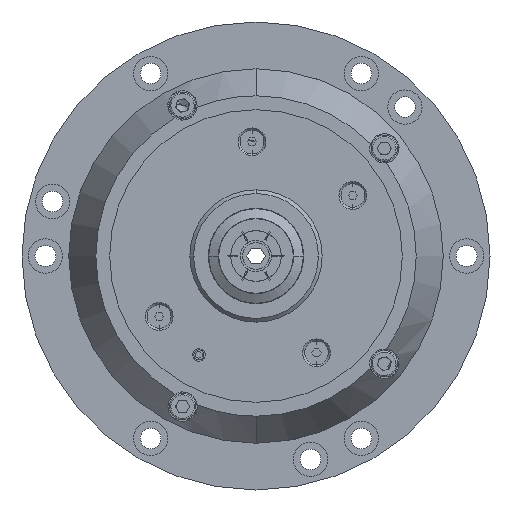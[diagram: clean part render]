
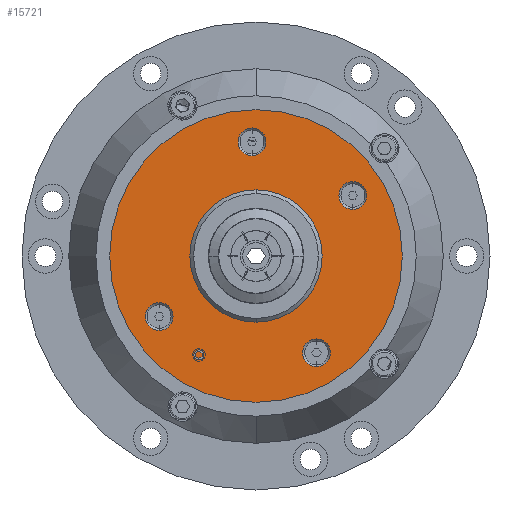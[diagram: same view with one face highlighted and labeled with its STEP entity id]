
A CAD part, left-side view. The second image highlights one B-rep face of the part: STEP entity #15721.
In plain terms, the highlighted planar face has unit normal (-1, 0, 0).
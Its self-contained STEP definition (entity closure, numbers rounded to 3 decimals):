
#15685 = EDGE_CURVE ( 'NONE', #15704, #15686, #27626, .T. ) ;
#15686 = VERTEX_POINT ( 'NONE', #27621 ) ;
#15704 = VERTEX_POINT ( 'NONE', #27870 ) ;
#15721 = ADVANCED_FACE ( 'NONE', ( #27902, #27901, #27869, #27868, #27867, #27866 ), #27865, .T. ) ;
#15722 = ORIENTED_EDGE ( 'NONE', *, *, #15932, .F. ) ;
#15723 = ORIENTED_EDGE ( 'NONE', *, *, #15912, .F. ) ;
#15724 = EDGE_LOOP ( 'NONE', ( #15742, #15878 ) ) ;
#15736 = EDGE_CURVE ( 'NONE', #15686, #15704, #27993, .T. ) ;
#15742 = ORIENTED_EDGE ( 'NONE', *, *, #15736, .F. ) ;
#15782 = VERTEX_POINT ( 'NONE', #28063 ) ;
#15793 = EDGE_CURVE ( 'NONE', #15794, #15795, #28037, .T. ) ;
#15794 = VERTEX_POINT ( 'NONE', #28033 ) ;
#15795 = VERTEX_POINT ( 'NONE', #28032 ) ;
#15800 = VERTEX_POINT ( 'NONE', #28026 ) ;
#15802 = EDGE_CURVE ( 'NONE', #15800, #15803, #28025, .T. ) ;
#15803 = VERTEX_POINT ( 'NONE', #28020 ) ;
#15813 = EDGE_CURVE ( 'NONE', #15795, #15794, #27970, .T. ) ;
#15819 = EDGE_CURVE ( 'NONE', #15820, #15782, #27959, .T. ) ;
#15820 = VERTEX_POINT ( 'NONE', #27951 ) ;
#15833 = EDGE_CURVE ( 'NONE', #15895, #15892, #28124, .T. ) ;
#15837 = EDGE_CURVE ( 'NONE', #15803, #15800, #28128, .T. ) ;
#15840 = EDGE_LOOP ( 'NONE', ( #15841, #15842 ) ) ;
#15841 = ORIENTED_EDGE ( 'NONE', *, *, #15793, .F. ) ;
#15842 = ORIENTED_EDGE ( 'NONE', *, *, #15813, .F. ) ;
#15852 = ORIENTED_EDGE ( 'NONE', *, *, #15837, .F. ) ;
#15853 = ORIENTED_EDGE ( 'NONE', *, *, #15802, .F. ) ;
#15854 = EDGE_LOOP ( 'NONE', ( #15855, #15857 ) ) ;
#15855 = ORIENTED_EDGE ( 'NONE', *, *, #15856, .T. ) ;
#15856 = EDGE_CURVE ( 'NONE', #15782, #15820, #28185, .T. ) ;
#15857 = ORIENTED_EDGE ( 'NONE', *, *, #15819, .T. ) ;
#15878 = ORIENTED_EDGE ( 'NONE', *, *, #15685, .F. ) ;
#15879 = EDGE_LOOP ( 'NONE', ( #15880, #15881 ) ) ;
#15880 = ORIENTED_EDGE ( 'NONE', *, *, #15833, .F. ) ;
#15881 = ORIENTED_EDGE ( 'NONE', *, *, #15894, .F. ) ;
#15882 = EDGE_LOOP ( 'NONE', ( #15852, #15853 ) ) ;
#15892 = VERTEX_POINT ( 'NONE', #28105 ) ;
#15894 = EDGE_CURVE ( 'NONE', #15892, #15895, #28104, .T. ) ;
#15895 = VERTEX_POINT ( 'NONE', #28201 ) ;
#15910 = VERTEX_POINT ( 'NONE', #28145 ) ;
#15912 = EDGE_CURVE ( 'NONE', #15910, #15913, #28144, .T. ) ;
#15913 = VERTEX_POINT ( 'NONE', #28139 ) ;
#15932 = EDGE_CURVE ( 'NONE', #15913, #15910, #28234, .T. ) ;
#15933 = EDGE_LOOP ( 'NONE', ( #15722, #15723 ) ) ;
#27621 = CARTESIAN_POINT ( 'NONE',  ( 4., -19.395, -26.589 ) ) ;
#27622 = DIRECTION ( 'NONE',  ( 0., 0., 1. ) ) ;
#27623 = DIRECTION ( 'NONE',  ( -1., 0., 0. ) ) ;
#27624 = CARTESIAN_POINT ( 'NONE',  ( 4., -19.395, -31.039 ) ) ;
#27625 = AXIS2_PLACEMENT_3D ( 'NONE', #27624, #27623, #27622 ) ;
#27626 = CIRCLE ( 'NONE', #27625, 4.45 ) ;
#27849 = DIRECTION ( 'NONE',  ( 0., 0., 1. ) ) ;
#27850 = DIRECTION ( 'NONE',  ( -1., 0., 0. ) ) ;
#27851 = CARTESIAN_POINT ( 'NONE',  ( 4., 46.9, 0. ) ) ;
#27864 = AXIS2_PLACEMENT_3D ( 'NONE', #27851, #27850, #27849 ) ;
#27865 = PLANE ( 'NONE',  #27864 ) ;
#27866 = FACE_OUTER_BOUND ( 'NONE', #15840, .T. ) ;
#27867 = FACE_BOUND ( 'NONE', #15854, .T. ) ;
#27868 = FACE_BOUND ( 'NONE', #15882, .T. ) ;
#27869 = FACE_BOUND ( 'NONE', #15879, .T. ) ;
#27870 = CARTESIAN_POINT ( 'NONE',  ( 4., -19.395, -35.489 ) ) ;
#27872 = CARTESIAN_POINT ( 'NONE',  ( 4., 0., 0. ) ) ;
#27901 = FACE_BOUND ( 'NONE', #15724, .T. ) ;
#27902 = FACE_BOUND ( 'NONE', #15933, .T. ) ;
#27951 = CARTESIAN_POINT ( 'NONE',  ( 4., 0., 21.2 ) ) ;
#27952 = DIRECTION ( 'NONE',  ( 0., 0., -1. ) ) ;
#27953 = DIRECTION ( 'NONE',  ( 1., 0., 0. ) ) ;
#27954 = CARTESIAN_POINT ( 'NONE',  ( 4., 0., 0. ) ) ;
#27955 = AXIS2_PLACEMENT_3D ( 'NONE', #27954, #27953, #27952 ) ;
#27959 = CIRCLE ( 'NONE', #27955, 21.2 ) ;
#27963 = DIRECTION ( 'NONE',  ( 0., 0., -1. ) ) ;
#27964 = DIRECTION ( 'NONE',  ( 1., 0., 0. ) ) ;
#27965 = CARTESIAN_POINT ( 'NONE',  ( 4., 0., 0. ) ) ;
#27966 = AXIS2_PLACEMENT_3D ( 'NONE', #27965, #27964, #27963 ) ;
#27970 = CIRCLE ( 'NONE', #27966, 46.9 ) ;
#27989 = DIRECTION ( 'NONE',  ( 0., 0., 1. ) ) ;
#27990 = DIRECTION ( 'NONE',  ( -1., 0., 0. ) ) ;
#27991 = CARTESIAN_POINT ( 'NONE',  ( 4., -19.395, -31.039 ) ) ;
#27992 = AXIS2_PLACEMENT_3D ( 'NONE', #27991, #27990, #27989 ) ;
#27993 = CIRCLE ( 'NONE', #27992, 4.45 ) ;
#28020 = CARTESIAN_POINT ( 'NONE',  ( 4., 1.277, 41.028 ) ) ;
#28021 = DIRECTION ( 'NONE',  ( 0., 0., 1. ) ) ;
#28022 = DIRECTION ( 'NONE',  ( -1., 0., 0. ) ) ;
#28023 = CARTESIAN_POINT ( 'NONE',  ( 4., 1.277, 36.578 ) ) ;
#28024 = AXIS2_PLACEMENT_3D ( 'NONE', #28023, #28022, #28021 ) ;
#28025 = CIRCLE ( 'NONE', #28024, 4.45 ) ;
#28026 = CARTESIAN_POINT ( 'NONE',  ( 4., 1.277, 32.128 ) ) ;
#28032 = CARTESIAN_POINT ( 'NONE',  ( 4., 0., 46.9 ) ) ;
#28033 = CARTESIAN_POINT ( 'NONE',  ( 4., 0., -46.9 ) ) ;
#28034 = DIRECTION ( 'NONE',  ( 0., 0., -1. ) ) ;
#28035 = DIRECTION ( 'NONE',  ( 1., 0., 0. ) ) ;
#28036 = AXIS2_PLACEMENT_3D ( 'NONE', #27872, #28035, #28034 ) ;
#28037 = CIRCLE ( 'NONE', #28036, 46.9 ) ;
#28063 = CARTESIAN_POINT ( 'NONE',  ( 4., 0., -21.2 ) ) ;
#28101 = DIRECTION ( 'NONE',  ( -1., 0., 0. ) ) ;
#28102 = CARTESIAN_POINT ( 'NONE',  ( 4., -31.039, 19.395 ) ) ;
#28103 = AXIS2_PLACEMENT_3D ( 'NONE', #28102, #28101, #28202 ) ;
#28104 = CIRCLE ( 'NONE', #28103, 4.45 ) ;
#28105 = CARTESIAN_POINT ( 'NONE',  ( 4., -31.039, 14.945 ) ) ;
#28122 = CARTESIAN_POINT ( 'NONE',  ( 4., -31.039, 19.395 ) ) ;
#28123 = AXIS2_PLACEMENT_3D ( 'NONE', #28122, #28132, #28131 ) ;
#28124 = CIRCLE ( 'NONE', #28123, 4.45 ) ;
#28125 = DIRECTION ( 'NONE',  ( -1., 0., 0. ) ) ;
#28126 = CARTESIAN_POINT ( 'NONE',  ( 4., 1.277, 36.578 ) ) ;
#28127 = AXIS2_PLACEMENT_3D ( 'NONE', #28126, #28125, #28222 ) ;
#28128 = CIRCLE ( 'NONE', #28127, 4.45 ) ;
#28131 = DIRECTION ( 'NONE',  ( 0., 0., 1. ) ) ;
#28132 = DIRECTION ( 'NONE',  ( -1., 0., 0. ) ) ;
#28139 = CARTESIAN_POINT ( 'NONE',  ( 4., 31.039, -14.945 ) ) ;
#28140 = DIRECTION ( 'NONE',  ( 0., 0., 1. ) ) ;
#28141 = DIRECTION ( 'NONE',  ( -1., 0., 0. ) ) ;
#28142 = CARTESIAN_POINT ( 'NONE',  ( 4., 31.039, -19.395 ) ) ;
#28143 = AXIS2_PLACEMENT_3D ( 'NONE', #28142, #28141, #28140 ) ;
#28144 = CIRCLE ( 'NONE', #28143, 4.45 ) ;
#28145 = CARTESIAN_POINT ( 'NONE',  ( 4., 31.039, -23.845 ) ) ;
#28184 = AXIS2_PLACEMENT_3D ( 'NONE', #28247, #28246, #28245 ) ;
#28185 = CIRCLE ( 'NONE', #28184, 21.2 ) ;
#28201 = CARTESIAN_POINT ( 'NONE',  ( 4., -31.039, 23.845 ) ) ;
#28202 = DIRECTION ( 'NONE',  ( 0., 0., 1. ) ) ;
#28222 = DIRECTION ( 'NONE',  ( 0., 0., 1. ) ) ;
#28230 = DIRECTION ( 'NONE',  ( 0., 0., 1. ) ) ;
#28231 = DIRECTION ( 'NONE',  ( -1., 0., 0. ) ) ;
#28232 = CARTESIAN_POINT ( 'NONE',  ( 4., 31.039, -19.395 ) ) ;
#28233 = AXIS2_PLACEMENT_3D ( 'NONE', #28232, #28231, #28230 ) ;
#28234 = CIRCLE ( 'NONE', #28233, 4.45 ) ;
#28245 = DIRECTION ( 'NONE',  ( 0., 0., -1. ) ) ;
#28246 = DIRECTION ( 'NONE',  ( 1., 0., 0. ) ) ;
#28247 = CARTESIAN_POINT ( 'NONE',  ( 4., 0., 0. ) ) ;
